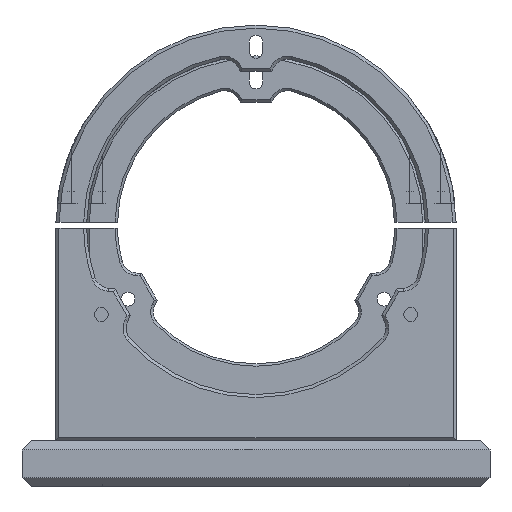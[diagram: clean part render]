
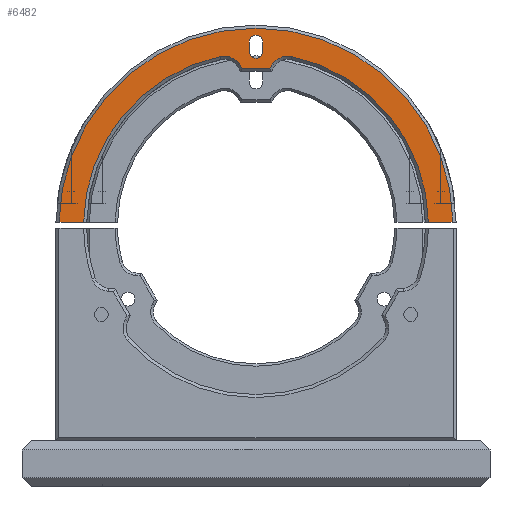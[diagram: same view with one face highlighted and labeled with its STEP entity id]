
A CAD part, left-side view. The second image highlights one B-rep face of the part: STEP entity #6482.
In plain terms, the highlighted planar face has unit normal (-1, 0, 0).
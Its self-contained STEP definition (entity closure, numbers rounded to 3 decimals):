
#176 = ORIENTED_EDGE ( 'NONE', *, *, #2954, .T. ) ;
#195 = CARTESIAN_POINT ( 'NONE',  ( 3., 0., 0. ) ) ;
#323 = ORIENTED_EDGE ( 'NONE', *, *, #4973, .T. ) ;
#382 = EDGE_CURVE ( 'NONE', #3577, #11159, #11702, .T. ) ;
#856 = CARTESIAN_POINT ( 'NONE',  ( 3., 10.346, 48.918 ) ) ;
#914 = DIRECTION ( 'NONE',  ( 0., 1., 0. ) ) ;
#923 = CARTESIAN_POINT ( 'NONE',  ( 3., 2.25, 59.5 ) ) ;
#976 = VECTOR ( 'NONE', #4046, 1000. ) ;
#977 = DIRECTION ( 'NONE',  ( 0., 1., 0. ) ) ;
#1053 = CIRCLE ( 'NONE', #6149, 56. ) ;
#1344 = DIRECTION ( 'NONE',  ( 1., 0., 0. ) ) ;
#1358 = CIRCLE ( 'NONE', #7430, 6. ) ;
#1576 = VECTOR ( 'NONE', #11405, 1000. ) ;
#1781 = DIRECTION ( 'NONE',  ( 0., 1., 0. ) ) ;
#1833 = FACE_OUTER_BOUND ( 'NONE', #11691, .T. ) ;
#1959 = EDGE_CURVE ( 'NONE', #7498, #7143, #1358, .T. ) ;
#2005 = ORIENTED_EDGE ( 'NONE', *, *, #5709, .F. ) ;
#2027 = DIRECTION ( 'NONE',  ( 1., 0., 0. ) ) ;
#2064 = LINE ( 'NONE', #7771, #11416 ) ;
#2077 = EDGE_CURVE ( 'NONE', #6022, #7498, #8620, .T. ) ;
#2223 = CIRCLE ( 'NONE', #11652, 2.25 ) ;
#2276 = EDGE_CURVE ( 'NONE', #7143, #6832, #7049, .T. ) ;
#2540 = LINE ( 'NONE', #6397, #9068 ) ;
#2580 = CARTESIAN_POINT ( 'NONE',  ( 3., 0., 0. ) ) ;
#2641 = DIRECTION ( 'NONE',  ( 1., 0., 0. ) ) ;
#2806 = CIRCLE ( 'NONE', #11832, 6. ) ;
#2907 = VERTEX_POINT ( 'NONE', #3866 ) ;
#2954 = EDGE_CURVE ( 'NONE', #11159, #6022, #7615, .T. ) ;
#3063 = ORIENTED_EDGE ( 'NONE', *, *, #3315, .T. ) ;
#3143 = EDGE_LOOP ( 'NONE', ( #2005, #9779, #11820, #4562 ) ) ;
#3196 = DIRECTION ( 'NONE',  ( 1., 0., 0. ) ) ;
#3206 = AXIS2_PLACEMENT_3D ( 'NONE', #2580, #2641, #914 ) ;
#3243 = CARTESIAN_POINT ( 'NONE',  ( 3., -2.25, 59.5 ) ) ;
#3315 = EDGE_CURVE ( 'NONE', #6832, #5945, #11468, .T. ) ;
#3355 = VERTEX_POINT ( 'NONE', #8592 ) ;
#3370 = VERTEX_POINT ( 'NONE', #10530 ) ;
#3469 = CARTESIAN_POINT ( 'NONE',  ( 3., -63.992, 1. ) ) ;
#3577 = VERTEX_POINT ( 'NONE', #3469 ) ;
#3744 = LINE ( 'NONE', #923, #7705 ) ;
#3866 = CARTESIAN_POINT ( 'NONE',  ( 3., -2.25, 56.5 ) ) ;
#3876 = CARTESIAN_POINT ( 'NONE',  ( 3., 11.588, 54.788 ) ) ;
#4046 = DIRECTION ( 'NONE',  ( 0., -1., 0. ) ) ;
#4057 = DIRECTION ( 'NONE',  ( 0., 1., 0. ) ) ;
#4143 = CARTESIAN_POINT ( 'NONE',  ( 3., -5.431, 52.359 ) ) ;
#4173 = DIRECTION ( 'NONE',  ( 0., 1., 0. ) ) ;
#4246 = ORIENTED_EDGE ( 'NONE', *, *, #6376, .T. ) ;
#4343 = CARTESIAN_POINT ( 'NONE',  ( 3., 55.991, 1. ) ) ;
#4562 = ORIENTED_EDGE ( 'NONE', *, *, #9064, .F. ) ;
#4753 = AXIS2_PLACEMENT_3D ( 'NONE', #8673, #9277, #6514 ) ;
#4824 = ORIENTED_EDGE ( 'NONE', *, *, #1959, .T. ) ;
#4912 = DIRECTION ( 'NONE',  ( 0., 1., 0. ) ) ;
#4973 = EDGE_CURVE ( 'NONE', #5945, #8401, #2064, .T. ) ;
#4991 = VECTOR ( 'NONE', #9805, 1000. ) ;
#5007 = ORIENTED_EDGE ( 'NONE', *, *, #7924, .T. ) ;
#5041 = AXIS2_PLACEMENT_3D ( 'NONE', #195, #10555, #4057 ) ;
#5134 = VERTEX_POINT ( 'NONE', #7268 ) ;
#5709 = EDGE_CURVE ( 'NONE', #5134, #9888, #3744, .T. ) ;
#5826 = ORIENTED_EDGE ( 'NONE', *, *, #2077, .T. ) ;
#5945 = VERTEX_POINT ( 'NONE', #7181 ) ;
#6009 = CARTESIAN_POINT ( 'NONE',  ( 3., 0., 59.5 ) ) ;
#6022 = VERTEX_POINT ( 'NONE', #4343 ) ;
#6061 = DIRECTION ( 'NONE',  ( 0., 1., 0. ) ) ;
#6063 = DIRECTION ( 'NONE',  ( 0., -0.574, -0.819 ) ) ;
#6066 = CARTESIAN_POINT ( 'NONE',  ( 3., -66.927, 1. ) ) ;
#6130 = ORIENTED_EDGE ( 'NONE', *, *, #10380, .T. ) ;
#6149 = AXIS2_PLACEMENT_3D ( 'NONE', #7863, #3196, #4173 ) ;
#6256 = PLANE ( 'NONE',  #3206 ) ;
#6376 = EDGE_CURVE ( 'NONE', #3370, #3355, #1053, .T. ) ;
#6397 = CARTESIAN_POINT ( 'NONE',  ( 3., -2.25, 59.5 ) ) ;
#6482 = ADVANCED_FACE ( 'NONE', ( #11168, #1833 ), #6256, .F. ) ;
#6501 = DIRECTION ( 'NONE',  ( 1., 0., 0. ) ) ;
#6514 = DIRECTION ( 'NONE',  ( 0., 1., 0. ) ) ;
#6832 = VERTEX_POINT ( 'NONE', #7970 ) ;
#6871 = CARTESIAN_POINT ( 'NONE',  ( 3., 0., 0. ) ) ;
#6923 = DIRECTION ( 'NONE',  ( -1., 0., 0. ) ) ;
#7049 = LINE ( 'NONE', #10730, #8012 ) ;
#7143 = VERTEX_POINT ( 'NONE', #10587 ) ;
#7181 = CARTESIAN_POINT ( 'NONE',  ( 3., -4.479, 51. ) ) ;
#7268 = CARTESIAN_POINT ( 'NONE',  ( 3., 2.25, 59.5 ) ) ;
#7430 = AXIS2_PLACEMENT_3D ( 'NONE', #856, #6501, #1781 ) ;
#7498 = VERTEX_POINT ( 'NONE', #3876 ) ;
#7562 = DIRECTION ( 'NONE',  ( 0., 0., -1. ) ) ;
#7615 = LINE ( 'NONE', #8734, #976 ) ;
#7705 = VECTOR ( 'NONE', #7562, 1000. ) ;
#7771 = CARTESIAN_POINT ( 'NONE',  ( 3., -5.431, 52.359 ) ) ;
#7863 = CARTESIAN_POINT ( 'NONE',  ( 3., 0., 0. ) ) ;
#7924 = EDGE_CURVE ( 'NONE', #8401, #3370, #2806, .T. ) ;
#7962 = VERTEX_POINT ( 'NONE', #3243 ) ;
#7970 = CARTESIAN_POINT ( 'NONE',  ( 3., 4.479, 51. ) ) ;
#8012 = VECTOR ( 'NONE', #6063, 1000. ) ;
#8043 = EDGE_CURVE ( 'NONE', #7962, #5134, #2223, .T. ) ;
#8401 = VERTEX_POINT ( 'NONE', #4143 ) ;
#8592 = CARTESIAN_POINT ( 'NONE',  ( 3., -55.991, 1. ) ) ;
#8620 = CIRCLE ( 'NONE', #11749, 56. ) ;
#8673 = CARTESIAN_POINT ( 'NONE',  ( 3., 0., 56.5 ) ) ;
#8734 = CARTESIAN_POINT ( 'NONE',  ( 3., -66.927, 1. ) ) ;
#9002 = EDGE_CURVE ( 'NONE', #2907, #7962, #2540, .T. ) ;
#9064 = EDGE_CURVE ( 'NONE', #9888, #2907, #10235, .T. ) ;
#9068 = VECTOR ( 'NONE', #9162, 1000. ) ;
#9162 = DIRECTION ( 'NONE',  ( 0., 0., 1. ) ) ;
#9225 = ORIENTED_EDGE ( 'NONE', *, *, #2276, .T. ) ;
#9277 = DIRECTION ( 'NONE',  ( -1., 0., 0. ) ) ;
#9779 = ORIENTED_EDGE ( 'NONE', *, *, #8043, .F. ) ;
#9805 = DIRECTION ( 'NONE',  ( 0., -1., 0. ) ) ;
#9888 = VERTEX_POINT ( 'NONE', #10085 ) ;
#10085 = CARTESIAN_POINT ( 'NONE',  ( 3., 2.25, 56.5 ) ) ;
#10233 = CARTESIAN_POINT ( 'NONE',  ( 3., 63.992, 1. ) ) ;
#10235 = CIRCLE ( 'NONE', #4753, 2.25 ) ;
#10330 = DIRECTION ( 'NONE',  ( 0., -0.574, 0.819 ) ) ;
#10380 = EDGE_CURVE ( 'NONE', #3355, #3577, #11672, .T. ) ;
#10417 = CARTESIAN_POINT ( 'NONE',  ( 3., -10.346, 48.918 ) ) ;
#10470 = CARTESIAN_POINT ( 'NONE',  ( 3., -5., 51. ) ) ;
#10530 = CARTESIAN_POINT ( 'NONE',  ( 3., -11.588, 54.788 ) ) ;
#10555 = DIRECTION ( 'NONE',  ( -1., 0., 0. ) ) ;
#10587 = CARTESIAN_POINT ( 'NONE',  ( 3., 5.431, 52.359 ) ) ;
#10730 = CARTESIAN_POINT ( 'NONE',  ( 3., 4.181, 50.574 ) ) ;
#10788 = ORIENTED_EDGE ( 'NONE', *, *, #382, .T. ) ;
#11159 = VERTEX_POINT ( 'NONE', #10233 ) ;
#11168 = FACE_BOUND ( 'NONE', #3143, .T. ) ;
#11405 = DIRECTION ( 'NONE',  ( 0., -1., 0. ) ) ;
#11416 = VECTOR ( 'NONE', #10330, 1000. ) ;
#11468 = LINE ( 'NONE', #10470, #1576 ) ;
#11652 = AXIS2_PLACEMENT_3D ( 'NONE', #6009, #6923, #6061 ) ;
#11672 = LINE ( 'NONE', #6066, #4991 ) ;
#11691 = EDGE_LOOP ( 'NONE', ( #10788, #176, #5826, #4824, #9225, #3063, #323, #5007, #4246, #6130 ) ) ;
#11702 = CIRCLE ( 'NONE', #5041, 64. ) ;
#11749 = AXIS2_PLACEMENT_3D ( 'NONE', #6871, #1344, #4912 ) ;
#11820 = ORIENTED_EDGE ( 'NONE', *, *, #9002, .F. ) ;
#11832 = AXIS2_PLACEMENT_3D ( 'NONE', #10417, #2027, #977 ) ;
